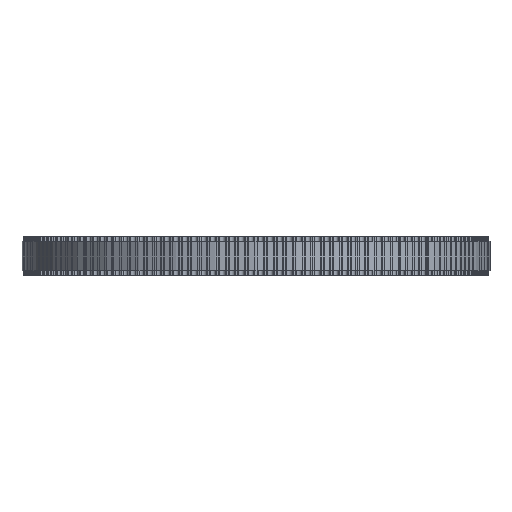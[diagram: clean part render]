
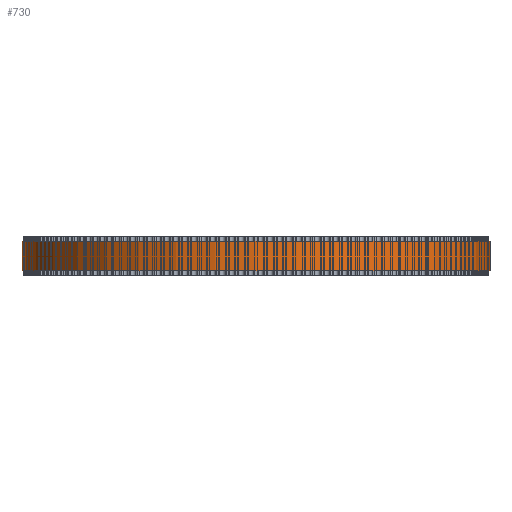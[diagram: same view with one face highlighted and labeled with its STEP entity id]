
A CAD part, front view. The second image highlights one B-rep face of the part: STEP entity #730.
In plain terms, the highlighted cylindrical face has radius 48.383 mm (diameter 96.766 mm), a full revolution.
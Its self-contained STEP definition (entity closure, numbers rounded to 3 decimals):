
#97=FACE_BOUND('',#2560,.T.);
#98=FACE_BOUND('',#2561,.T.);
#730=ADVANCED_FACE('',(#97,#98),#1339,.T.);
#1339=CYLINDRICAL_SURFACE('',#13519,48.383);
#2560=EDGE_LOOP('',(#7426));
#2561=EDGE_LOOP('',(#7427));
#7426=ORIENTED_EDGE('',*,*,#10470,.T.);
#7427=ORIENTED_EDGE('',*,*,#10471,.T.);
#8644=VERTEX_POINT('',#21440);
#8645=VERTEX_POINT('',#21442);
#10470=EDGE_CURVE('',#8644,#8644,#11688,.T.);
#10471=EDGE_CURVE('',#8645,#8645,#11689,.T.);
#11688=CIRCLE('',#13517,48.383);
#11689=CIRCLE('',#13518,48.383);
#13517=AXIS2_PLACEMENT_3D('',#21439,#17782,#17783);
#13518=AXIS2_PLACEMENT_3D('',#21441,#17784,#17785);
#13519=AXIS2_PLACEMENT_3D('',#21443,#17786,#17787);
#17782=DIRECTION('',(0.,0.,1.));
#17783=DIRECTION('',(1.,0.,0.));
#17784=DIRECTION('',(0.,0.,-1.));
#17785=DIRECTION('',(1.,0.,0.));
#17786=DIRECTION('',(0.,0.,1.));
#17787=DIRECTION('',(1.,0.,0.));
#21439=CARTESIAN_POINT('',(0.,0.,1.));
#21440=CARTESIAN_POINT('',(48.383,0.,1.));
#21441=CARTESIAN_POINT('',(0.,0.,7.));
#21442=CARTESIAN_POINT('',(48.383,0.,7.));
#21443=CARTESIAN_POINT('',(0.,0.,1.));
